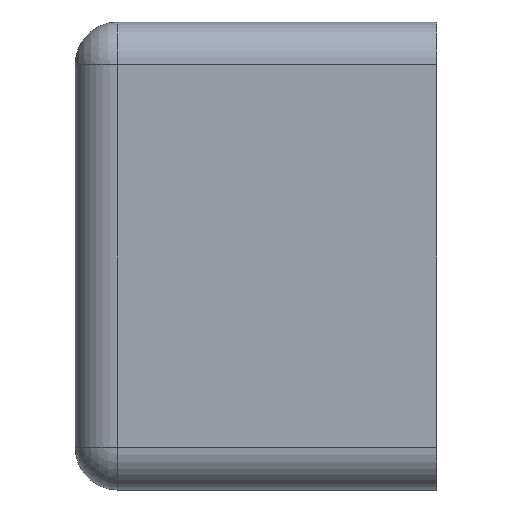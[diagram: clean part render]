
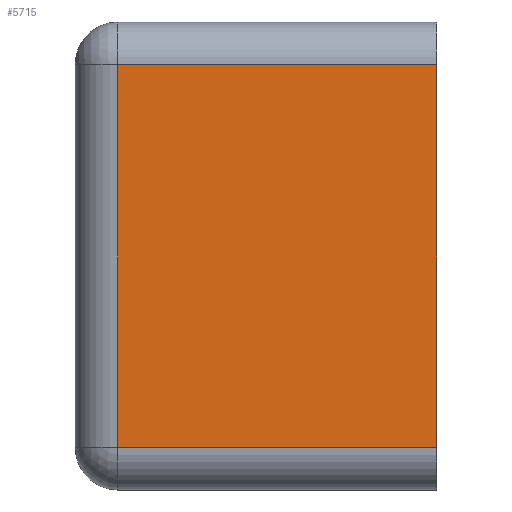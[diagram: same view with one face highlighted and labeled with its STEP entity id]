
A CAD part, left-side view. The second image highlights one B-rep face of the part: STEP entity #5715.
In plain terms, the highlighted planar face has unit normal (-1, 0, 0).
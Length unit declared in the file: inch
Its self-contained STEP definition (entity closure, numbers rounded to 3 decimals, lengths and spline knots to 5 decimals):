
#581 = CARTESIAN_POINT ( 'NONE',  ( -1.375, 0., 1.375 ) ) ;
#583 = FACE_OUTER_BOUND ( 'NONE', #27283, .T. ) ;
#714 = ORIENTED_EDGE ( 'NONE', *, *, #3057, .T. ) ;
#1188 = DIRECTION ( 'NONE',  ( 0., 1., 0. ) ) ;
#2026 = CARTESIAN_POINT ( 'NONE',  ( -1.375, 1.875, -1.125 ) ) ;
#2727 = LINE ( 'NONE', #7654, #12565 ) ;
#2797 = LINE ( 'NONE', #18212, #7806 ) ;
#2805 = ORIENTED_EDGE ( 'NONE', *, *, #23004, .T. ) ;
#3057 = EDGE_CURVE ( 'NONE', #7093, #15840, #9916, .T. ) ;
#5521 = LINE ( 'NONE', #581, #14300 ) ;
#5681 = CARTESIAN_POINT ( 'NONE',  ( -1.375, 0., -1.125 ) ) ;
#5715 = ADVANCED_FACE ( 'NONE', ( #583 ), #13955, .F. ) ;
#7093 = VERTEX_POINT ( 'NONE', #19669 ) ;
#7141 = DIRECTION ( 'NONE',  ( 0., 0., -1. ) ) ;
#7654 = CARTESIAN_POINT ( 'NONE',  ( -1.375, 1.875, -1.375 ) ) ;
#7806 = VECTOR ( 'NONE', #9057, 39.37008 ) ;
#9057 = DIRECTION ( 'NONE',  ( 0., -1., 0. ) ) ;
#9916 = LINE ( 'NONE', #25176, #23916 ) ;
#11590 = DIRECTION ( 'NONE',  ( 0., 0., -1. ) ) ;
#11752 = VERTEX_POINT ( 'NONE', #5681 ) ;
#12565 = VECTOR ( 'NONE', #11590, 39.37008 ) ;
#13955 = PLANE ( 'NONE',  #25313 ) ;
#14300 = VECTOR ( 'NONE', #18614, 39.37008 ) ;
#14780 = EDGE_CURVE ( 'NONE', #16654, #11752, #2797, .T. ) ;
#15531 = CARTESIAN_POINT ( 'NONE',  ( -1.375, 1.875, 1.125 ) ) ;
#15840 = VERTEX_POINT ( 'NONE', #15531 ) ;
#16654 = VERTEX_POINT ( 'NONE', #2026 ) ;
#17423 = ORIENTED_EDGE ( 'NONE', *, *, #26952, .T. ) ;
#18212 = CARTESIAN_POINT ( 'NONE',  ( -1.375, 2.125, -1.125 ) ) ;
#18614 = DIRECTION ( 'NONE',  ( 0., 0., 1. ) ) ;
#19669 = CARTESIAN_POINT ( 'NONE',  ( -1.375, 0., 1.125 ) ) ;
#20376 = DIRECTION ( 'NONE',  ( 1., 0., 0. ) ) ;
#23004 = EDGE_CURVE ( 'NONE', #15840, #16654, #2727, .T. ) ;
#23916 = VECTOR ( 'NONE', #1188, 39.37008 ) ;
#25176 = CARTESIAN_POINT ( 'NONE',  ( -1.375, 2.125, 1.125 ) ) ;
#25234 = ORIENTED_EDGE ( 'NONE', *, *, #14780, .T. ) ;
#25313 = AXIS2_PLACEMENT_3D ( 'NONE', #25693, #20376, #7141 ) ;
#25693 = CARTESIAN_POINT ( 'NONE',  ( -1.375, 2.125, 1.375 ) ) ;
#26952 = EDGE_CURVE ( 'NONE', #11752, #7093, #5521, .T. ) ;
#27283 = EDGE_LOOP ( 'NONE', ( #2805, #25234, #17423, #714 ) ) ;
